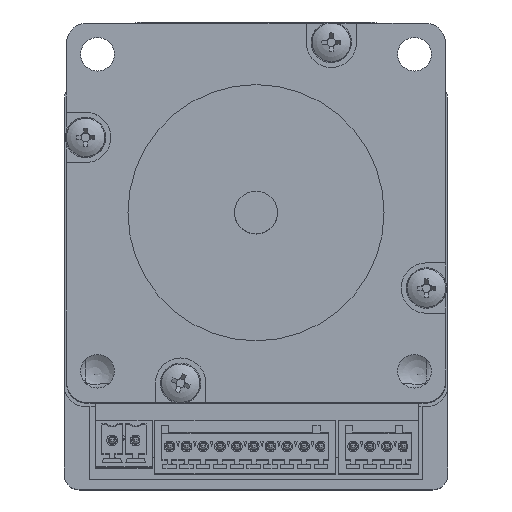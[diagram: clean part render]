
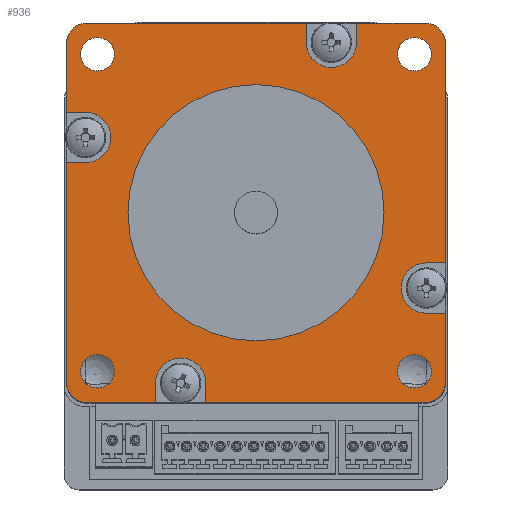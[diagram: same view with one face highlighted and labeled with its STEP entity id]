
A CAD part, top view. The second image highlights one B-rep face of the part: STEP entity #936.
In plain terms, the highlighted planar face has unit normal (0, 0, 1).
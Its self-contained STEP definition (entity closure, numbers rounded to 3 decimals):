
#362=CARTESIAN_POINT('',(-28.2,25.2,11.0));
#363=VERTEX_POINT('',#362);
#370=CARTESIAN_POINT('',(-25.2,28.2,11.0));
#371=VERTEX_POINT('',#370);
#372=CARTESIAN_POINT('',(-25.2,25.2,11.0));
#373=DIRECTION('',(0.0,0.0,-1.0));
#374=DIRECTION('',(-0.707,0.707,0.0));
#375=AXIS2_PLACEMENT_3D('',#372,#373,#374);
#376=CIRCLE('',#375,3.0);
#377=EDGE_CURVE('',#363,#371,#376,.T.);
#404=CARTESIAN_POINT('',(25.2,28.2,11.0));
#405=VERTEX_POINT('',#404);
#412=CARTESIAN_POINT('',(28.2,25.2,11.0));
#413=VERTEX_POINT('',#412);
#414=CARTESIAN_POINT('',(25.2,25.2,11.0));
#415=DIRECTION('',(0.0,0.0,-1.0));
#416=DIRECTION('',(0.707,0.707,0.0));
#417=AXIS2_PLACEMENT_3D('',#414,#415,#416);
#418=CIRCLE('',#417,3.0);
#419=EDGE_CURVE('',#405,#413,#418,.T.);
#446=CARTESIAN_POINT('',(28.2,-25.2,11.0));
#447=VERTEX_POINT('',#446);
#454=CARTESIAN_POINT('',(25.2,-28.2,11.0));
#455=VERTEX_POINT('',#454);
#456=CARTESIAN_POINT('',(25.2,-25.2,11.0));
#457=DIRECTION('',(0.0,0.0,-1.0));
#458=DIRECTION('',(0.707,-0.707,0.0));
#459=AXIS2_PLACEMENT_3D('',#456,#457,#458);
#460=CIRCLE('',#459,3.0);
#461=EDGE_CURVE('',#447,#455,#460,.T.);
#488=CARTESIAN_POINT('',(-25.2,-28.2,11.0));
#489=VERTEX_POINT('',#488);
#496=CARTESIAN_POINT('',(-28.2,-25.2,11.0));
#497=VERTEX_POINT('',#496);
#498=CARTESIAN_POINT('',(-25.2,-25.2,11.0));
#499=DIRECTION('',(0.0,0.0,-1.0));
#500=DIRECTION('',(-0.707,-0.707,0.0));
#501=AXIS2_PLACEMENT_3D('',#498,#499,#500);
#502=CIRCLE('',#501,3.0);
#503=EDGE_CURVE('',#489,#497,#502,.T.);
#550=CARTESIAN_POINT('',(19.05,0.,11.0));
#551=VERTEX_POINT('',#550);
#552=CARTESIAN_POINT('',(0.0,0.0,11.0));
#553=DIRECTION('',(0.0,0.0,-1.0));
#554=DIRECTION('',(-1.0,0.0,0.0));
#555=AXIS2_PLACEMENT_3D('',#552,#553,#554);
#556=CIRCLE('',#555,19.05);
#557=EDGE_CURVE('',#551,#551,#556,.T.);
#578=CARTESIAN_POINT('',(-21.07,23.57,11.0));
#579=VERTEX_POINT('',#578);
#580=CARTESIAN_POINT('',(-23.57,23.57,11.));
#581=DIRECTION('',(0.0,0.0,-1.0));
#582=DIRECTION('',(1.0,0.0,0.0));
#583=AXIS2_PLACEMENT_3D('',#580,#581,#582);
#584=CIRCLE('',#583,2.5);
#585=EDGE_CURVE('',#579,#579,#584,.T.);
#606=CARTESIAN_POINT('',(-21.07,-23.57,11.0));
#607=VERTEX_POINT('',#606);
#608=CARTESIAN_POINT('',(-23.57,-23.57,11.));
#609=DIRECTION('',(0.0,0.0,-1.0));
#610=DIRECTION('',(1.0,0.0,0.0));
#611=AXIS2_PLACEMENT_3D('',#608,#609,#610);
#612=CIRCLE('',#611,2.5);
#613=EDGE_CURVE('',#607,#607,#612,.T.);
#634=CARTESIAN_POINT('',(26.07,23.57,11.0));
#635=VERTEX_POINT('',#634);
#636=CARTESIAN_POINT('',(23.57,23.57,11.));
#637=DIRECTION('',(0.0,0.0,-1.0));
#638=DIRECTION('',(1.0,0.0,0.0));
#639=AXIS2_PLACEMENT_3D('',#636,#637,#638);
#640=CIRCLE('',#639,2.5);
#641=EDGE_CURVE('',#635,#635,#640,.T.);
#662=CARTESIAN_POINT('',(26.07,-23.57,11.0));
#663=VERTEX_POINT('',#662);
#664=CARTESIAN_POINT('',(23.57,-23.57,11.));
#665=DIRECTION('',(0.0,0.0,-1.0));
#666=DIRECTION('',(1.0,0.0,0.0));
#667=AXIS2_PLACEMENT_3D('',#664,#665,#666);
#668=CIRCLE('',#667,2.5);
#669=EDGE_CURVE('',#663,#663,#668,.T.);
#689=CARTESIAN_POINT('',(-14.95,-25.35,11.0));
#690=VERTEX_POINT('',#689);
#697=CARTESIAN_POINT('',(-14.95,-28.2,11.0));
#698=VERTEX_POINT('',#697);
#699=CARTESIAN_POINT('',(-14.95,-28.2,11.0));
#700=DIRECTION('',(0.0,1.0,0.0));
#701=VECTOR('',#700,2.85);
#702=LINE('',#699,#701);
#703=EDGE_CURVE('',#698,#690,#702,.T.);
#728=CARTESIAN_POINT('',(-7.45,-25.35,11.0));
#729=VERTEX_POINT('',#728);
#736=CARTESIAN_POINT('',(-11.2,-25.35,11.0));
#737=DIRECTION('',(0.0,0.0,-1.0));
#738=DIRECTION('',(1.0,0.0,0.0));
#739=AXIS2_PLACEMENT_3D('',#736,#737,#738);
#740=CIRCLE('',#739,3.75);
#741=EDGE_CURVE('',#690,#729,#740,.T.);
#760=CARTESIAN_POINT('',(-7.45,-28.2,11.0));
#761=VERTEX_POINT('',#760);
#768=CARTESIAN_POINT('',(-7.45,-25.35,11.0));
#769=DIRECTION('',(0.0,-1.0,0.0));
#770=VECTOR('',#769,2.85);
#771=LINE('',#768,#770);
#772=EDGE_CURVE('',#729,#761,#771,.T.);
#778=CARTESIAN_POINT('',(0.0,0.0,11.0));
#779=DIRECTION('',(0.0,0.0,1.0));
#780=DIRECTION('',(1.0,0.0,0.0));
#781=AXIS2_PLACEMENT_3D('',#778,#779,#780);
#782=PLANE('',#781);
#783=CARTESIAN_POINT('',(-28.2,14.95,11.0));
#784=VERTEX_POINT('',#783);
#785=CARTESIAN_POINT('',(-25.35,14.95,11.0));
#786=VERTEX_POINT('',#785);
#787=CARTESIAN_POINT('',(-28.2,14.95,11.0));
#788=DIRECTION('',(1.0,0.0,0.0));
#789=VECTOR('',#788,2.85);
#790=LINE('',#787,#789);
#791=EDGE_CURVE('',#784,#786,#790,.T.);
#792=ORIENTED_EDGE('',*,*,#791,.T.);
#793=CARTESIAN_POINT('',(-25.35,7.45,11.0));
#794=VERTEX_POINT('',#793);
#795=CARTESIAN_POINT('',(-25.35,11.2,11.0));
#796=DIRECTION('',(0.0,0.0,-1.0));
#797=DIRECTION('',(0.0,-1.0,0.0));
#798=AXIS2_PLACEMENT_3D('',#795,#796,#797);
#799=CIRCLE('',#798,3.75);
#800=EDGE_CURVE('',#786,#794,#799,.T.);
#801=ORIENTED_EDGE('',*,*,#800,.T.);
#802=CARTESIAN_POINT('',(-28.2,7.45,11.0));
#803=VERTEX_POINT('',#802);
#804=CARTESIAN_POINT('',(-25.35,7.45,11.0));
#805=DIRECTION('',(-1.0,0.0,0.0));
#806=VECTOR('',#805,2.85);
#807=LINE('',#804,#806);
#808=EDGE_CURVE('',#794,#803,#807,.T.);
#809=ORIENTED_EDGE('',*,*,#808,.T.);
#810=CARTESIAN_POINT('',(-28.2,-25.2,11.0));
#811=DIRECTION('',(0.0,1.0,0.0));
#812=VECTOR('',#811,32.65);
#813=LINE('',#810,#812);
#814=EDGE_CURVE('',#497,#803,#813,.T.);
#815=ORIENTED_EDGE('',*,*,#814,.F.);
#816=ORIENTED_EDGE('',*,*,#503,.F.);
#817=CARTESIAN_POINT('',(-14.95,-28.2,11.0));
#818=DIRECTION('',(-1.0,0.0,0.0));
#819=VECTOR('',#818,10.25);
#820=LINE('',#817,#819);
#821=EDGE_CURVE('',#698,#489,#820,.T.);
#822=ORIENTED_EDGE('',*,*,#821,.F.);
#823=ORIENTED_EDGE('',*,*,#703,.T.);
#824=ORIENTED_EDGE('',*,*,#741,.T.);
#825=ORIENTED_EDGE('',*,*,#772,.T.);
#826=CARTESIAN_POINT('',(25.2,-28.2,11.0));
#827=DIRECTION('',(-1.0,0.0,0.0));
#828=VECTOR('',#827,32.65);
#829=LINE('',#826,#828);
#830=EDGE_CURVE('',#455,#761,#829,.T.);
#831=ORIENTED_EDGE('',*,*,#830,.F.);
#832=ORIENTED_EDGE('',*,*,#461,.F.);
#833=CARTESIAN_POINT('',(28.2,-14.95,11.0));
#834=VERTEX_POINT('',#833);
#835=CARTESIAN_POINT('',(28.2,-14.95,11.0));
#836=DIRECTION('',(0.0,-1.0,0.0));
#837=VECTOR('',#836,10.25);
#838=LINE('',#835,#837);
#839=EDGE_CURVE('',#834,#447,#838,.T.);
#840=ORIENTED_EDGE('',*,*,#839,.F.);
#841=CARTESIAN_POINT('',(25.35,-14.95,11.0));
#842=VERTEX_POINT('',#841);
#843=CARTESIAN_POINT('',(28.2,-14.95,11.0));
#844=DIRECTION('',(-1.0,0.0,0.0));
#845=VECTOR('',#844,2.85);
#846=LINE('',#843,#845);
#847=EDGE_CURVE('',#834,#842,#846,.T.);
#848=ORIENTED_EDGE('',*,*,#847,.T.);
#849=CARTESIAN_POINT('',(25.35,-7.45,11.0));
#850=VERTEX_POINT('',#849);
#851=CARTESIAN_POINT('',(25.35,-11.2,11.0));
#852=DIRECTION('',(0.0,0.0,-1.0));
#853=DIRECTION('',(0.0,1.0,0.0));
#854=AXIS2_PLACEMENT_3D('',#851,#852,#853);
#855=CIRCLE('',#854,3.75);
#856=EDGE_CURVE('',#842,#850,#855,.T.);
#857=ORIENTED_EDGE('',*,*,#856,.T.);
#858=CARTESIAN_POINT('',(28.2,-7.45,11.0));
#859=VERTEX_POINT('',#858);
#860=CARTESIAN_POINT('',(25.35,-7.45,11.0));
#861=DIRECTION('',(1.0,0.0,0.0));
#862=VECTOR('',#861,2.85);
#863=LINE('',#860,#862);
#864=EDGE_CURVE('',#850,#859,#863,.T.);
#865=ORIENTED_EDGE('',*,*,#864,.T.);
#866=CARTESIAN_POINT('',(28.2,25.2,11.0));
#867=DIRECTION('',(0.0,-1.0,0.0));
#868=VECTOR('',#867,32.65);
#869=LINE('',#866,#868);
#870=EDGE_CURVE('',#413,#859,#869,.T.);
#871=ORIENTED_EDGE('',*,*,#870,.F.);
#872=ORIENTED_EDGE('',*,*,#419,.F.);
#873=CARTESIAN_POINT('',(14.95,28.2,11.0));
#874=VERTEX_POINT('',#873);
#875=CARTESIAN_POINT('',(14.95,28.2,11.0));
#876=DIRECTION('',(1.0,0.0,0.0));
#877=VECTOR('',#876,10.25);
#878=LINE('',#875,#877);
#879=EDGE_CURVE('',#874,#405,#878,.T.);
#880=ORIENTED_EDGE('',*,*,#879,.F.);
#881=CARTESIAN_POINT('',(14.95,25.35,11.0));
#882=VERTEX_POINT('',#881);
#883=CARTESIAN_POINT('',(14.95,28.2,11.0));
#884=DIRECTION('',(0.0,-1.0,0.0));
#885=VECTOR('',#884,2.85);
#886=LINE('',#883,#885);
#887=EDGE_CURVE('',#874,#882,#886,.T.);
#888=ORIENTED_EDGE('',*,*,#887,.T.);
#889=CARTESIAN_POINT('',(7.45,25.35,11.0));
#890=VERTEX_POINT('',#889);
#891=CARTESIAN_POINT('',(11.2,25.35,11.0));
#892=DIRECTION('',(0.0,0.0,-1.0));
#893=DIRECTION('',(-1.0,0.0,0.0));
#894=AXIS2_PLACEMENT_3D('',#891,#892,#893);
#895=CIRCLE('',#894,3.75);
#896=EDGE_CURVE('',#882,#890,#895,.T.);
#897=ORIENTED_EDGE('',*,*,#896,.T.);
#898=CARTESIAN_POINT('',(7.45,28.2,11.0));
#899=VERTEX_POINT('',#898);
#900=CARTESIAN_POINT('',(7.45,25.35,11.0));
#901=DIRECTION('',(0.0,1.0,0.0));
#902=VECTOR('',#901,2.85);
#903=LINE('',#900,#902);
#904=EDGE_CURVE('',#890,#899,#903,.T.);
#905=ORIENTED_EDGE('',*,*,#904,.T.);
#906=CARTESIAN_POINT('',(-25.2,28.2,11.0));
#907=DIRECTION('',(1.0,0.0,0.0));
#908=VECTOR('',#907,32.65);
#909=LINE('',#906,#908);
#910=EDGE_CURVE('',#371,#899,#909,.T.);
#911=ORIENTED_EDGE('',*,*,#910,.F.);
#912=ORIENTED_EDGE('',*,*,#377,.F.);
#913=CARTESIAN_POINT('',(-28.2,14.95,11.0));
#914=DIRECTION('',(0.0,1.0,0.0));
#915=VECTOR('',#914,10.25);
#916=LINE('',#913,#915);
#917=EDGE_CURVE('',#784,#363,#916,.T.);
#918=ORIENTED_EDGE('',*,*,#917,.F.);
#919=EDGE_LOOP('',(#792,#801,#809,#815,#816,#822,#823,#824,#825,#831,#832,#840,#848,#857,#865,#871,#872,#880,#888,#897,#905,#911,#912,#918));
#920=FACE_OUTER_BOUND('',#919,.T.);
#921=ORIENTED_EDGE('',*,*,#669,.T.);
#922=EDGE_LOOP('',(#921));
#923=FACE_BOUND('',#922,.T.);
#924=ORIENTED_EDGE('',*,*,#641,.T.);
#925=EDGE_LOOP('',(#924));
#926=FACE_BOUND('',#925,.T.);
#927=ORIENTED_EDGE('',*,*,#613,.T.);
#928=EDGE_LOOP('',(#927));
#929=FACE_BOUND('',#928,.T.);
#930=ORIENTED_EDGE('',*,*,#585,.T.);
#931=EDGE_LOOP('',(#930));
#932=FACE_BOUND('',#931,.T.);
#933=ORIENTED_EDGE('',*,*,#557,.T.);
#934=EDGE_LOOP('',(#933));
#935=FACE_BOUND('',#934,.T.);
#936=ADVANCED_FACE('',(#920,#923,#926,#929,#932,#935),#782,.T.);
